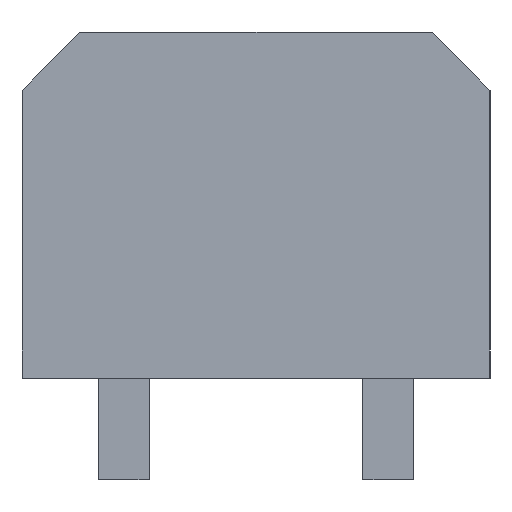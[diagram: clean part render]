
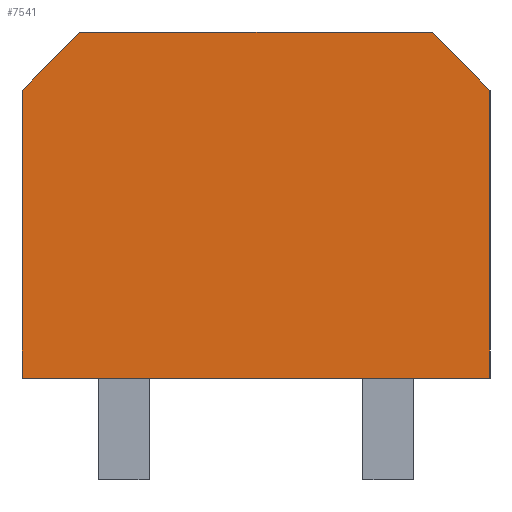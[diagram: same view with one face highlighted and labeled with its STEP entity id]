
A CAD part, left-side view. The second image highlights one B-rep face of the part: STEP entity #7541.
In plain terms, the highlighted planar face has unit normal (-1, 0, 0).
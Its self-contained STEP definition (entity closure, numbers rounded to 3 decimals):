
#69=LINE('',#10334,#598);
#71=LINE('',#10338,#600);
#86=LINE('',#10368,#615);
#87=LINE('',#10370,#616);
#88=LINE('',#10372,#617);
#89=LINE('',#10373,#618);
#598=VECTOR('',#8161,1000.);
#600=VECTOR('',#8165,1000.);
#615=VECTOR('',#8190,1000.);
#616=VECTOR('',#8191,1000.);
#617=VECTOR('',#8192,1000.);
#618=VECTOR('',#8193,1000.);
#1385=ORIENTED_EDGE('',*,*,#3002,.F.);
#1386=ORIENTED_EDGE('',*,*,#3019,.F.);
#1387=ORIENTED_EDGE('',*,*,#3020,.F.);
#1388=ORIENTED_EDGE('',*,*,#3021,.T.);
#1389=ORIENTED_EDGE('',*,*,#3004,.T.);
#1390=ORIENTED_EDGE('',*,*,#3022,.T.);
#3002=EDGE_CURVE('',#3821,#3822,#69,.T.);
#3004=EDGE_CURVE('',#3823,#3824,#71,.T.);
#3019=EDGE_CURVE('',#3833,#3821,#86,.T.);
#3020=EDGE_CURVE('',#3834,#3833,#87,.T.);
#3021=EDGE_CURVE('',#3834,#3823,#88,.T.);
#3022=EDGE_CURVE('',#3824,#3822,#89,.T.);
#3821=VERTEX_POINT('',#10333);
#3822=VERTEX_POINT('',#10335);
#3823=VERTEX_POINT('',#10339);
#3824=VERTEX_POINT('',#10340);
#3833=VERTEX_POINT('',#10369);
#3834=VERTEX_POINT('',#10371);
#4446=EDGE_LOOP('',(#1385,#1386,#1387,#1388,#1389,#1390));
#4804=FACE_BOUND('',#4446,.T.);
#5134=PLANE('',#7868);
#7541=ADVANCED_FACE('',(#4804),#5134,.F.);
#7868=AXIS2_PLACEMENT_3D('',#10367,#8188,#8189);
#8161=DIRECTION('',(0.,0.,-1.));
#8165=DIRECTION('',(0.,0.,-1.));
#8188=DIRECTION('',(1.,0.,0.));
#8189=DIRECTION('',(0.,0.,-1.));
#8190=DIRECTION('',(0.,-0.707,-0.707));
#8191=DIRECTION('',(0.,-1.,0.));
#8192=DIRECTION('',(0.,0.707,-0.707));
#8193=DIRECTION('',(0.,-1.,0.));
#10333=CARTESIAN_POINT('',(-25.55,-11.5,5.65));
#10334=CARTESIAN_POINT('',(-25.55,-11.5,8.5));
#10335=CARTESIAN_POINT('',(-25.55,-11.5,-8.5));
#10338=CARTESIAN_POINT('',(-25.55,11.5,8.5));
#10339=CARTESIAN_POINT('',(-25.55,11.5,5.65));
#10340=CARTESIAN_POINT('',(-25.55,11.5,-8.5));
#10367=CARTESIAN_POINT('',(-25.55,11.5,8.5));
#10368=CARTESIAN_POINT('',(-25.55,1.425,18.575));
#10369=CARTESIAN_POINT('',(-25.55,-8.65,8.5));
#10370=CARTESIAN_POINT('',(-25.55,11.5,8.5));
#10371=CARTESIAN_POINT('',(-25.55,8.65,8.5));
#10372=CARTESIAN_POINT('',(-25.55,8.65,8.5));
#10373=CARTESIAN_POINT('',(-25.55,11.5,-8.5));
